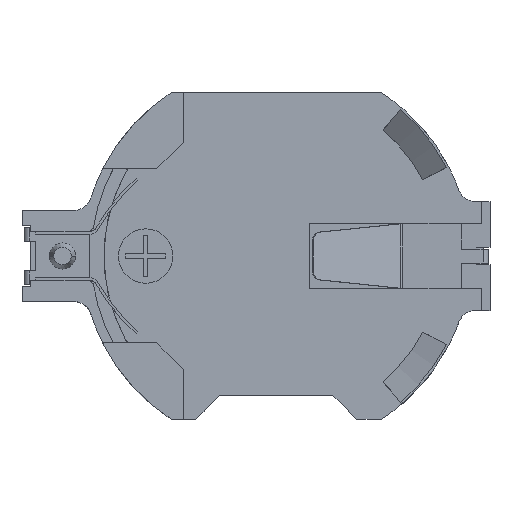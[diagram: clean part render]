
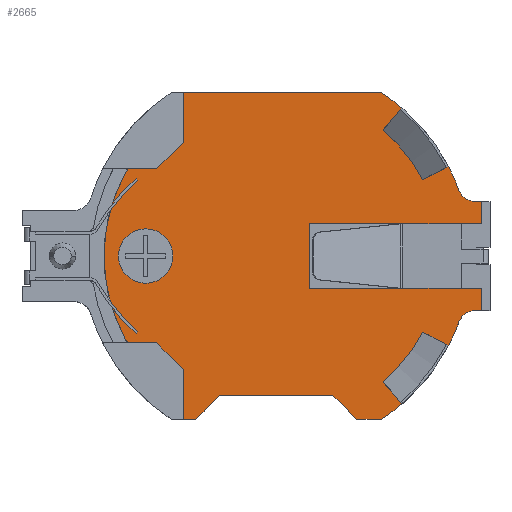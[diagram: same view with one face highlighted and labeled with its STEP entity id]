
A CAD part, top view. The second image highlights one B-rep face of the part: STEP entity #2665.
In plain terms, the highlighted planar face has unit normal (0, 0, 1).
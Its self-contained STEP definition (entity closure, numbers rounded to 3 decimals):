
#72=DIRECTION('',(0.,-1.,0.));
#73=VECTOR('',#72,3.759);
#74=CARTESIAN_POINT('',(1.93,1.88,0.));
#75=LINE('',#74,#73);
#76=DIRECTION('',(0.,-1.,0.));
#77=VECTOR('',#76,1.295);
#78=CARTESIAN_POINT('',(11.963,-1.88,0.));
#79=LINE('',#78,#77);
#80=DIRECTION('',(1.,0.,0.));
#81=VECTOR('',#80,0.352);
#82=CARTESIAN_POINT('',(11.611,-3.175,0.));
#83=LINE('',#82,#81);
#84=CARTESIAN_POINT('',(11.611,-4.191,0.));
#85=DIRECTION('',(0.,0.,-1.));
#86=DIRECTION('',(-0.941,0.34,0.));
#87=AXIS2_PLACEMENT_3D('',#84,#85,#86);
#89=DIRECTION('',(0.887,-0.462,0.));
#90=VECTOR('',#89,1.27);
#91=CARTESIAN_POINT('',(8.922,-4.644,0.));
#92=LINE('',#91,#90);
#93=CARTESIAN_POINT('',(0.,0.,0.));
#94=DIRECTION('',(0.,0.,-1.));
#95=DIRECTION('',(0.887,-0.462,0.));
#96=AXIS2_PLACEMENT_3D('',#93,#94,#95);
#98=DIRECTION('',(-0.647,0.762,0.));
#99=VECTOR('',#98,1.27);
#100=CARTESIAN_POINT('',(7.332,-8.636,0.));
#101=LINE('',#100,#99);
#102=CARTESIAN_POINT('',(0.,0.,0.));
#103=DIRECTION('',(0.,0.,1.));
#104=DIRECTION('',(0.541,-0.841,0.));
#105=AXIS2_PLACEMENT_3D('',#102,#103,#104);
#107=DIRECTION('',(1.,0.,0.));
#108=VECTOR('',#107,1.433);
#109=CARTESIAN_POINT('',(4.699,-9.525,0.));
#110=LINE('',#109,#108);
#111=DIRECTION('',(0.707,-0.707,0.));
#112=VECTOR('',#111,1.976);
#113=CARTESIAN_POINT('',(3.302,-8.128,0.));
#114=LINE('',#113,#112);
#115=DIRECTION('',(1.,0.,0.));
#116=VECTOR('',#115,6.604);
#117=CARTESIAN_POINT('',(-3.302,-8.128,0.));
#118=LINE('',#117,#116);
#119=DIRECTION('',(0.707,0.707,0.));
#120=VECTOR('',#119,1.976);
#121=CARTESIAN_POINT('',(-4.699,-9.525,0.));
#122=LINE('',#121,#120);
#123=DIRECTION('',(1.,0.,0.));
#124=VECTOR('',#123,0.737);
#125=CARTESIAN_POINT('',(-5.436,-9.525,0.));
#126=LINE('',#125,#124);
#127=DIRECTION('',(0.,1.,0.));
#128=VECTOR('',#127,1.062);
#129=CARTESIAN_POINT('',(-5.436,-9.525,0.));
#130=LINE('',#129,#128);
#131=DIRECTION('',(0.,-1.,0.));
#132=VECTOR('',#131,1.062);
#133=CARTESIAN_POINT('',(-5.436,9.525,0.));
#134=LINE('',#133,#132);
#135=DIRECTION('',(-1.,0.,0.));
#136=VECTOR('',#135,11.568);
#137=CARTESIAN_POINT('',(6.132,9.525,0.));
#138=LINE('',#137,#136);
#139=CARTESIAN_POINT('',(0.,0.,0.));
#140=DIRECTION('',(0.,0.,1.));
#141=DIRECTION('',(0.647,0.762,0.));
#142=AXIS2_PLACEMENT_3D('',#139,#140,#141);
#144=DIRECTION('',(-0.647,-0.762,0.));
#145=VECTOR('',#144,1.27);
#146=CARTESIAN_POINT('',(7.332,8.636,0.));
#147=LINE('',#146,#145);
#148=CARTESIAN_POINT('',(0.,0.,0.));
#149=DIRECTION('',(0.,0.,-1.));
#150=DIRECTION('',(0.647,0.762,0.));
#151=AXIS2_PLACEMENT_3D('',#148,#149,#150);
#153=DIRECTION('',(-0.887,-0.462,0.));
#154=VECTOR('',#153,1.27);
#155=CARTESIAN_POINT('',(10.048,5.231,0.));
#156=LINE('',#155,#154);
#157=CARTESIAN_POINT('',(11.611,4.191,0.));
#158=DIRECTION('',(0.,0.,-1.));
#159=DIRECTION('',(0.,-1.,0.));
#160=AXIS2_PLACEMENT_3D('',#157,#158,#159);
#162=DIRECTION('',(-1.,0.,0.));
#163=VECTOR('',#162,0.352);
#164=CARTESIAN_POINT('',(11.963,3.175,0.));
#165=LINE('',#164,#163);
#166=DIRECTION('',(0.,-1.,0.));
#167=VECTOR('',#166,1.295);
#168=CARTESIAN_POINT('',(11.963,3.175,0.));
#169=LINE('',#168,#167);
#170=CARTESIAN_POINT('',(-7.62,0.,0.));
#171=DIRECTION('',(0.,0.,1.));
#172=DIRECTION('',(1.,0.,0.));
#173=AXIS2_PLACEMENT_3D('',#170,#171,#172);
#175=CARTESIAN_POINT('',(-7.62,0.,0.));
#176=DIRECTION('',(0.,0.,1.));
#177=DIRECTION('',(-1.,0.,0.));
#178=AXIS2_PLACEMENT_3D('',#175,#176,#177);
#194=DIRECTION('',(1.,0.,0.));
#195=VECTOR('',#194,10.033);
#196=CARTESIAN_POINT('',(1.93,1.88,0.));
#197=LINE('',#196,#195);
#232=DIRECTION('',(-1.,0.,0.));
#233=VECTOR('',#232,10.033);
#234=CARTESIAN_POINT('',(11.963,-1.88,0.));
#235=LINE('',#234,#233);
#1086=CARTESIAN_POINT('',(0.,0.,0.));
#1087=DIRECTION('',(0.,0.,1.));
#1088=DIRECTION('',(-0.54,0.841,0.));
#1089=AXIS2_PLACEMENT_3D('',#1086,#1087,#1088);
#1229=CARTESIAN_POINT('',(0.,0.,0.));
#1230=DIRECTION('',(0.,0.,1.));
#1231=DIRECTION('',(0.887,-0.462,0.));
#1232=AXIS2_PLACEMENT_3D('',#1229,#1230,#1231);
#1242=CARTESIAN_POINT('',(0.,0.,0.));
#1243=DIRECTION('',(0.,0.,1.));
#1244=DIRECTION('',(0.941,0.34,0.));
#1245=AXIS2_PLACEMENT_3D('',#1242,#1243,#1244);
#2028=CARTESIAN_POINT('',(11.611,3.175,0.));
#2029=VERTEX_POINT('',#2028);
#2030=CARTESIAN_POINT('',(11.611,-3.175,0.));
#2031=VERTEX_POINT('',#2030);
#2032=CARTESIAN_POINT('',(-4.699,-9.525,0.));
#2033=CARTESIAN_POINT('',(-3.302,-8.128,0.));
#2034=VERTEX_POINT('',#2032);
#2035=VERTEX_POINT('',#2033);
#2036=CARTESIAN_POINT('',(3.302,-8.128,0.));
#2037=VERTEX_POINT('',#2036);
#2038=CARTESIAN_POINT('',(4.699,-9.525,0.));
#2039=VERTEX_POINT('',#2038);
#2040=CARTESIAN_POINT('',(6.132,-9.525,0.));
#2041=VERTEX_POINT('',#2040);
#2054=CARTESIAN_POINT('',(6.132,9.525,0.));
#2055=VERTEX_POINT('',#2054);
#2076=CARTESIAN_POINT('',(-5.436,9.525,0.));
#2077=VERTEX_POINT('',#2076);
#2078=CARTESIAN_POINT('',(-5.436,-9.525,0.));
#2079=VERTEX_POINT('',#2078);
#2136=CARTESIAN_POINT('',(7.332,8.636,0.));
#2137=CARTESIAN_POINT('',(6.51,7.668,0.));
#2138=VERTEX_POINT('',#2136);
#2139=VERTEX_POINT('',#2137);
#2140=CARTESIAN_POINT('',(7.332,-8.636,0.));
#2141=CARTESIAN_POINT('',(6.51,-7.668,0.));
#2142=VERTEX_POINT('',#2140);
#2143=VERTEX_POINT('',#2141);
#2144=CARTESIAN_POINT('',(10.048,-5.231,0.));
#2145=CARTESIAN_POINT('',(10.656,-3.846,0.));
#2146=VERTEX_POINT('',#2144);
#2147=VERTEX_POINT('',#2145);
#2148=CARTESIAN_POINT('',(10.656,3.846,0.));
#2149=CARTESIAN_POINT('',(10.048,5.231,0.));
#2150=VERTEX_POINT('',#2148);
#2151=VERTEX_POINT('',#2149);
#2172=CARTESIAN_POINT('',(8.922,-4.644,0.));
#2173=VERTEX_POINT('',#2172);
#2174=CARTESIAN_POINT('',(8.922,4.644,0.));
#2175=VERTEX_POINT('',#2174);
#2180=CARTESIAN_POINT('',(11.963,-1.88,0.));
#2181=CARTESIAN_POINT('',(11.963,-3.175,0.));
#2182=VERTEX_POINT('',#2180);
#2183=VERTEX_POINT('',#2181);
#2184=CARTESIAN_POINT('',(11.963,3.175,0.));
#2185=CARTESIAN_POINT('',(11.963,1.88,0.));
#2186=VERTEX_POINT('',#2184);
#2187=VERTEX_POINT('',#2185);
#2188=CARTESIAN_POINT('',(1.93,1.88,0.));
#2189=CARTESIAN_POINT('',(1.93,-1.88,0.));
#2190=VERTEX_POINT('',#2188);
#2191=VERTEX_POINT('',#2189);
#2214=CARTESIAN_POINT('',(-5.436,8.463,0.));
#2215=VERTEX_POINT('',#2214);
#2220=CARTESIAN_POINT('',(-5.436,-8.463,0.));
#2221=VERTEX_POINT('',#2220);
#2544=CARTESIAN_POINT('',(-6.033,0.,0.));
#2545=CARTESIAN_POINT('',(-9.208,0.,0.));
#2546=VERTEX_POINT('',#2544);
#2547=VERTEX_POINT('',#2545);
#2596=CARTESIAN_POINT('',(0.,0.,0.));
#2597=DIRECTION('',(0.,0.,1.));
#2598=DIRECTION('',(1.,0.,0.));
#2599=AXIS2_PLACEMENT_3D('',#2596,#2597,#2598);
#2600=PLANE('',#2599);
#2602=ORIENTED_EDGE('',*,*,#2601,.F.);
#2604=ORIENTED_EDGE('',*,*,#2603,.T.);
#2606=ORIENTED_EDGE('',*,*,#2605,.F.);
#2608=ORIENTED_EDGE('',*,*,#2607,.T.);
#2610=ORIENTED_EDGE('',*,*,#2609,.F.);
#2612=ORIENTED_EDGE('',*,*,#2611,.F.);
#2614=ORIENTED_EDGE('',*,*,#2613,.F.);
#2616=ORIENTED_EDGE('',*,*,#2615,.F.);
#2618=ORIENTED_EDGE('',*,*,#2617,.T.);
#2620=ORIENTED_EDGE('',*,*,#2619,.F.);
#2622=ORIENTED_EDGE('',*,*,#2621,.F.);
#2624=ORIENTED_EDGE('',*,*,#2623,.F.);
#2626=ORIENTED_EDGE('',*,*,#2625,.F.);
#2628=ORIENTED_EDGE('',*,*,#2627,.F.);
#2630=ORIENTED_EDGE('',*,*,#2629,.F.);
#2632=ORIENTED_EDGE('',*,*,#2631,.F.);
#2634=ORIENTED_EDGE('',*,*,#2633,.T.);
#2636=ORIENTED_EDGE('',*,*,#2635,.F.);
#2638=ORIENTED_EDGE('',*,*,#2637,.F.);
#2640=ORIENTED_EDGE('',*,*,#2639,.F.);
#2642=ORIENTED_EDGE('',*,*,#2641,.F.);
#2644=ORIENTED_EDGE('',*,*,#2643,.T.);
#2646=ORIENTED_EDGE('',*,*,#2645,.T.);
#2648=ORIENTED_EDGE('',*,*,#2647,.F.);
#2650=ORIENTED_EDGE('',*,*,#2649,.F.);
#2652=ORIENTED_EDGE('',*,*,#2651,.F.);
#2654=ORIENTED_EDGE('',*,*,#2653,.F.);
#2656=ORIENTED_EDGE('',*,*,#2655,.T.);
#2657=EDGE_LOOP('',(#2602,#2604,#2606,#2608,#2610,#2612,#2614,#2616,#2618,#2620,
#2622,#2624,#2626,#2628,#2630,#2632,#2634,#2636,#2638,#2640,#2642,#2644,#2646,
#2648,#2650,#2652,#2654,#2656));
#2658=FACE_OUTER_BOUND('',#2657,.F.);
#2660=ORIENTED_EDGE('',*,*,#2659,.T.);
#2662=ORIENTED_EDGE('',*,*,#2661,.T.);
#2663=EDGE_LOOP('',(#2660,#2662));
#2664=FACE_BOUND('',#2663,.F.);
#2665=ADVANCED_FACE('',(#2658,#2664),#2600,.T.);
#88=CIRCLE('',#87,1.016);
#97=CIRCLE('',#96,10.058);
#106=CIRCLE('',#105,11.328);
#143=CIRCLE('',#142,11.328);
#152=CIRCLE('',#151,10.058);
#161=CIRCLE('',#160,1.016);
#174=CIRCLE('',#173,1.588);
#179=CIRCLE('',#178,1.588);
#1090=CIRCLE('',#1089,10.058);
#1233=CIRCLE('',#1232,11.328);
#1246=CIRCLE('',#1245,11.328);
#2601=EDGE_CURVE('',#2190,#2187,#197,.T.);
#2603=EDGE_CURVE('',#2190,#2191,#75,.T.);
#2605=EDGE_CURVE('',#2182,#2191,#235,.T.);
#2607=EDGE_CURVE('',#2182,#2183,#79,.T.);
#2609=EDGE_CURVE('',#2031,#2183,#83,.T.);
#2611=EDGE_CURVE('',#2147,#2031,#88,.T.);
#2613=EDGE_CURVE('',#2146,#2147,#1233,.T.);
#2615=EDGE_CURVE('',#2173,#2146,#92,.T.);
#2617=EDGE_CURVE('',#2173,#2143,#97,.T.);
#2619=EDGE_CURVE('',#2142,#2143,#101,.T.);
#2621=EDGE_CURVE('',#2041,#2142,#106,.T.);
#2623=EDGE_CURVE('',#2039,#2041,#110,.T.);
#2625=EDGE_CURVE('',#2037,#2039,#114,.T.);
#2627=EDGE_CURVE('',#2035,#2037,#118,.T.);
#2629=EDGE_CURVE('',#2034,#2035,#122,.T.);
#2631=EDGE_CURVE('',#2079,#2034,#126,.T.);
#2633=EDGE_CURVE('',#2079,#2221,#130,.T.);
#2635=EDGE_CURVE('',#2215,#2221,#1090,.T.);
#2637=EDGE_CURVE('',#2077,#2215,#134,.T.);
#2639=EDGE_CURVE('',#2055,#2077,#138,.T.);
#2641=EDGE_CURVE('',#2138,#2055,#143,.T.);
#2643=EDGE_CURVE('',#2138,#2139,#147,.T.);
#2645=EDGE_CURVE('',#2139,#2175,#152,.T.);
#2647=EDGE_CURVE('',#2151,#2175,#156,.T.);
#2649=EDGE_CURVE('',#2150,#2151,#1246,.T.);
#2651=EDGE_CURVE('',#2029,#2150,#161,.T.);
#2653=EDGE_CURVE('',#2186,#2029,#165,.T.);
#2655=EDGE_CURVE('',#2186,#2187,#169,.T.);
#2659=EDGE_CURVE('',#2546,#2547,#174,.T.);
#2661=EDGE_CURVE('',#2547,#2546,#179,.T.);
